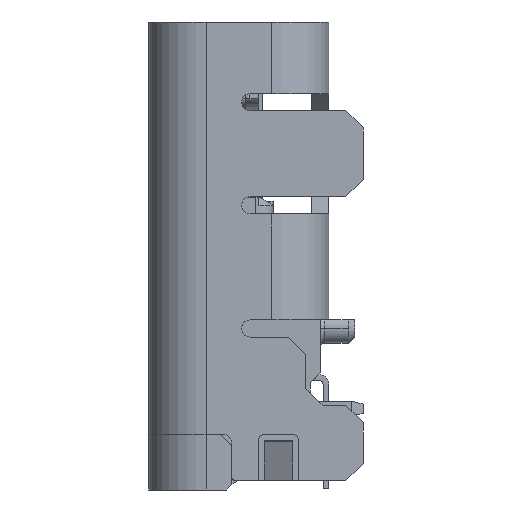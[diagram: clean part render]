
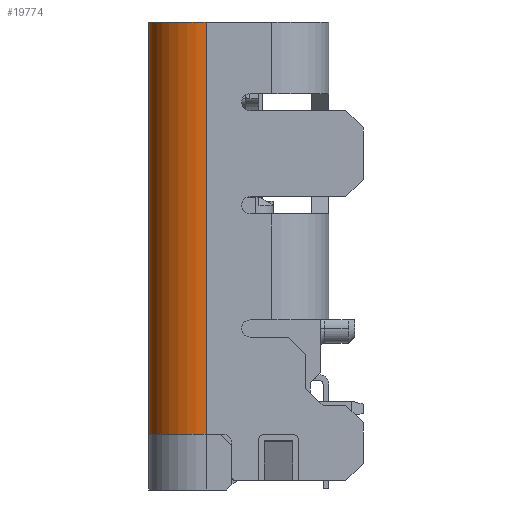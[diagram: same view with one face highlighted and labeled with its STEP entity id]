
A CAD part, left-side view. The second image highlights one B-rep face of the part: STEP entity #19774.
In plain terms, the highlighted cylindrical face has radius 1 mm (diameter 2 mm), a partial arc.
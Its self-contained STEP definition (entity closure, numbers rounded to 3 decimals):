
#2050 = FACE_OUTER_BOUND ( 'NONE', #26017, .T. ) ;
#2699 = LINE ( 'NONE', #9875, #30043 ) ;
#4055 = AXIS2_PLACEMENT_3D ( 'NONE', #16242, #6392, #43394 ) ;
#6158 = VECTOR ( 'NONE', #34948, 1000. ) ;
#6392 = DIRECTION ( 'NONE',  ( 0., 0., -1. ) ) ;
#6819 = VERTEX_POINT ( 'NONE', #26016 ) ;
#7502 = CARTESIAN_POINT ( 'NONE',  ( -4.47, 2.14, -3.2 ) ) ;
#9513 = VERTEX_POINT ( 'NONE', #9763 ) ;
#9763 = CARTESIAN_POINT ( 'NONE',  ( -3.47, 3.14, 4. ) ) ;
#9875 = CARTESIAN_POINT ( 'NONE',  ( -4.47, 2.14, 4. ) ) ;
#10766 = CARTESIAN_POINT ( 'NONE',  ( -3.47, 2.14, 4. ) ) ;
#11355 = LINE ( 'NONE', #27753, #6158 ) ;
#12765 = EDGE_CURVE ( 'NONE', #9513, #6819, #28848, .T. ) ;
#13408 = CIRCLE ( 'NONE', #4055, 1. ) ;
#14030 = EDGE_CURVE ( 'NONE', #27092, #30054, #13408, .T. ) ;
#15323 = DIRECTION ( 'NONE',  ( 0., 0., 1. ) ) ;
#16242 = CARTESIAN_POINT ( 'NONE',  ( -3.47, 2.14, -3.2 ) ) ;
#17465 = EDGE_CURVE ( 'NONE', #6819, #27092, #2699, .T. ) ;
#19122 = CARTESIAN_POINT ( 'NONE',  ( -3.47, 2.14, 4. ) ) ;
#19774 = ADVANCED_FACE ( 'NONE', ( #2050 ), #35712, .T. ) ;
#20790 = EDGE_CURVE ( 'NONE', #9513, #30054, #11355, .T. ) ;
#23400 = DIRECTION ( 'NONE',  ( 0., 0., -1. ) ) ;
#24447 = DIRECTION ( 'NONE',  ( 0., 0., -1. ) ) ;
#25412 = AXIS2_PLACEMENT_3D ( 'NONE', #10766, #24447, #27836 ) ;
#26016 = CARTESIAN_POINT ( 'NONE',  ( -4.47, 2.14, 4. ) ) ;
#26017 = EDGE_LOOP ( 'NONE', ( #41119, #26481, #38389, #31760 ) ) ;
#26481 = ORIENTED_EDGE ( 'NONE', *, *, #17465, .F. ) ;
#27092 = VERTEX_POINT ( 'NONE', #7502 ) ;
#27753 = CARTESIAN_POINT ( 'NONE',  ( -3.47, 3.14, 4. ) ) ;
#27836 = DIRECTION ( 'NONE',  ( -1., 0., 0. ) ) ;
#28730 = DIRECTION ( 'NONE',  ( 1., 0., 0. ) ) ;
#28848 = CIRCLE ( 'NONE', #36728, 1. ) ;
#30043 = VECTOR ( 'NONE', #23400, 1000. ) ;
#30054 = VERTEX_POINT ( 'NONE', #36898 ) ;
#31760 = ORIENTED_EDGE ( 'NONE', *, *, #20790, .T. ) ;
#34948 = DIRECTION ( 'NONE',  ( 0., 0., -1. ) ) ;
#35712 = CYLINDRICAL_SURFACE ( 'NONE', #25412, 1. ) ;
#36728 = AXIS2_PLACEMENT_3D ( 'NONE', #19122, #15323, #28730 ) ;
#36898 = CARTESIAN_POINT ( 'NONE',  ( -3.47, 3.14, -3.2 ) ) ;
#38389 = ORIENTED_EDGE ( 'NONE', *, *, #12765, .F. ) ;
#41119 = ORIENTED_EDGE ( 'NONE', *, *, #14030, .F. ) ;
#43394 = DIRECTION ( 'NONE',  ( -1., 0., 0. ) ) ;
